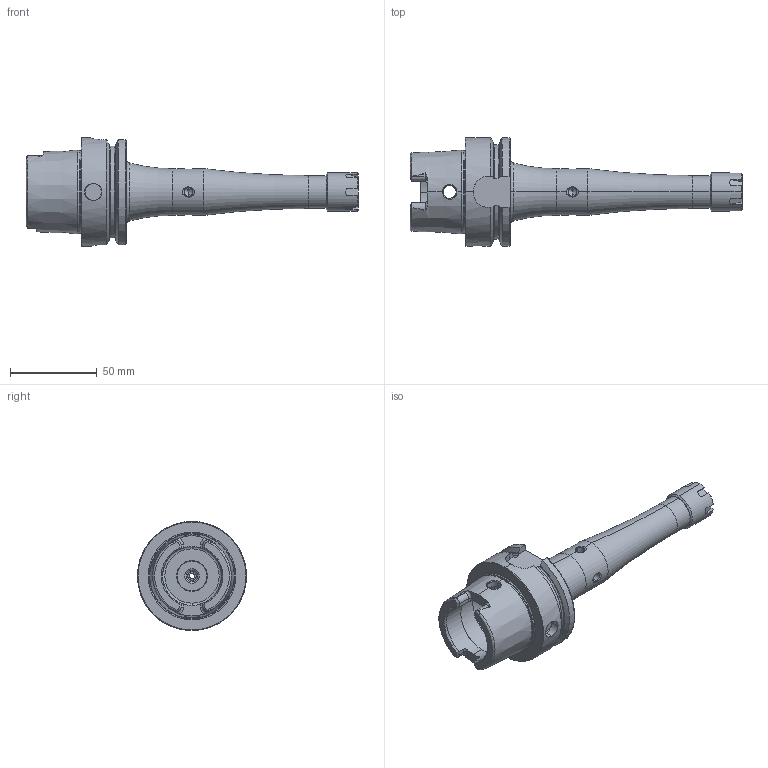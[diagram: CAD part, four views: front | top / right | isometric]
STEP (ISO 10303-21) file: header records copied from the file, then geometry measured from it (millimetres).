
FILE_DESCRIPTION (( 'STEP AP203' ), '1' );
FILE_NAME ('HA6.E17.K01.160.STEP', '2012-12-03T09:49:02', ( 'baer' ), ( 'Hewlett-Packard Company' ), 'SwSTEP 2.0', 'SolidWorks 2012', '' );
FILE_SCHEMA (( 'CONFIG_CONTROL_DESIGN' ));
Length unit declared in the file: millimetre
Products named in the file (4): ERU-AN2.K01.016_A; E17-ER1.001.018; HA6-E17.K01.160_C_Fertigbearbeitung; HA6.E17.K01.160
Assembly tree (3 placements, depth 2):
  HA6.E17.K01.160
    HA6-E17.K01.160_C_Fertigbearbeitung
    E17-ER1.001.018
    ERU-AN2.K01.016_A
Bounding box: 191.9 x 63 x 63 mm (x, y, z)
Volume: 132280.5 mm3; surface area: 37641.6 mm2
Topology: 3 solids, 3 shells, 311 faces, 797 edges, 489 vertices
Faces by surface type: plane 105, cylinder 82, cone 71, torus 41, bspline 12
Entity records: 11492 total; most frequent: CARTESIAN_POINT 3769, ORIENTED_EDGE 1578, DIRECTION 1495, EDGE_CURVE 789, AXIS2_PLACEMENT_3D 584, VERTEX_POINT 489, LINE 327, VECTOR 327
